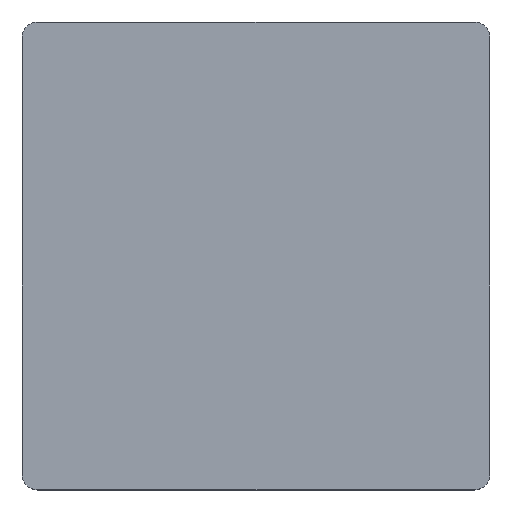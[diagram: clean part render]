
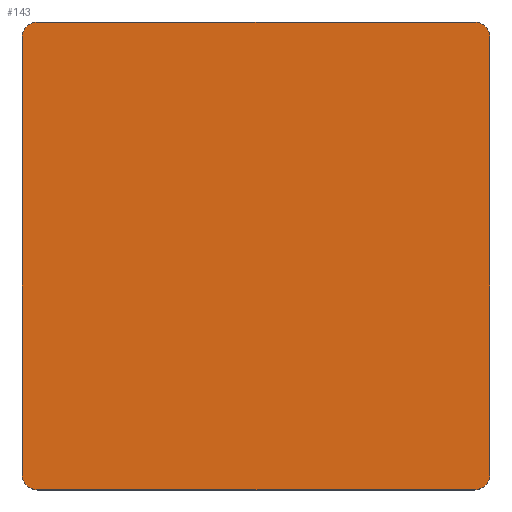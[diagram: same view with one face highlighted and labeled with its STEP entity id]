
A CAD part, top view. The second image highlights one B-rep face of the part: STEP entity #143.
In plain terms, the highlighted planar face has unit normal (0, 0, 1).
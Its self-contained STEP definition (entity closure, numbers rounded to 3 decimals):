
#6 = EDGE_CURVE ( 'NONE', #108, #262, #209, .T. ) ;
#12 = DIRECTION ( 'NONE',  ( 1., 0., 0. ) ) ;
#19 = VERTEX_POINT ( 'NONE', #347 ) ;
#34 = AXIS2_PLACEMENT_3D ( 'NONE', #206, #453, #171 ) ;
#37 = CARTESIAN_POINT ( 'NONE',  ( 30., -28., 7. ) ) ;
#42 = ORIENTED_EDGE ( 'NONE', *, *, #44, .T. ) ;
#44 = EDGE_CURVE ( 'NONE', #125, #19, #420, .T. ) ;
#46 = PLANE ( 'NONE',  #149 ) ;
#88 = CARTESIAN_POINT ( 'NONE',  ( 28., -28., 7. ) ) ;
#90 = EDGE_CURVE ( 'NONE', #262, #421, #406, .T. ) ;
#107 = VERTEX_POINT ( 'NONE', #448 ) ;
#108 = VERTEX_POINT ( 'NONE', #37 ) ;
#117 = DIRECTION ( 'NONE',  ( 1., 0., 0. ) ) ;
#119 = DIRECTION ( 'NONE',  ( 0., 0., 1. ) ) ;
#122 = DIRECTION ( 'NONE',  ( 0., 0., 1. ) ) ;
#125 = VERTEX_POINT ( 'NONE', #247 ) ;
#139 = CARTESIAN_POINT ( 'NONE',  ( 30., 30., 7. ) ) ;
#143 = ADVANCED_FACE ( 'NONE', ( #336 ), #46, .T. ) ;
#144 = CARTESIAN_POINT ( 'NONE',  ( 28., 28., 7. ) ) ;
#148 = ORIENTED_EDGE ( 'NONE', *, *, #286, .T. ) ;
#149 = AXIS2_PLACEMENT_3D ( 'NONE', #324, #285, #186 ) ;
#153 = DIRECTION ( 'NONE',  ( 0., -1., 0. ) ) ;
#155 = AXIS2_PLACEMENT_3D ( 'NONE', #144, #457, #320 ) ;
#159 = ORIENTED_EDGE ( 'NONE', *, *, #398, .T. ) ;
#169 = VERTEX_POINT ( 'NONE', #422 ) ;
#171 = DIRECTION ( 'NONE',  ( 1., 0., 0. ) ) ;
#186 = DIRECTION ( 'NONE',  ( 1., 0., 0. ) ) ;
#192 = CARTESIAN_POINT ( 'NONE',  ( -30., 30., 7. ) ) ;
#206 = CARTESIAN_POINT ( 'NONE',  ( -28., -28., 7. ) ) ;
#209 = LINE ( 'NONE', #139, #282 ) ;
#217 = EDGE_LOOP ( 'NONE', ( #433, #42, #273, #148, #368, #309, #159, #455 ) ) ;
#220 = CARTESIAN_POINT ( 'NONE',  ( -30., -30., 7. ) ) ;
#223 = AXIS2_PLACEMENT_3D ( 'NONE', #331, #119, #12 ) ;
#247 = CARTESIAN_POINT ( 'NONE',  ( -30., -28., 7. ) ) ;
#253 = CARTESIAN_POINT ( 'NONE',  ( 28., -30., 7. ) ) ;
#258 = CARTESIAN_POINT ( 'NONE',  ( 28., 30., 7. ) ) ;
#262 = VERTEX_POINT ( 'NONE', #326 ) ;
#272 = VERTEX_POINT ( 'NONE', #253 ) ;
#273 = ORIENTED_EDGE ( 'NONE', *, *, #382, .T. ) ;
#276 = VECTOR ( 'NONE', #357, 1000. ) ;
#278 = AXIS2_PLACEMENT_3D ( 'NONE', #88, #122, #117 ) ;
#282 = VECTOR ( 'NONE', #411, 1000. ) ;
#285 = DIRECTION ( 'NONE',  ( 0., 0., 1. ) ) ;
#286 = EDGE_CURVE ( 'NONE', #272, #108, #293, .T. ) ;
#292 = EDGE_CURVE ( 'NONE', #107, #169, #367, .T. ) ;
#293 = CIRCLE ( 'NONE', #278, 2. ) ;
#296 = CARTESIAN_POINT ( 'NONE',  ( -30., 30., 7. ) ) ;
#309 = ORIENTED_EDGE ( 'NONE', *, *, #90, .T. ) ;
#320 = DIRECTION ( 'NONE',  ( 1., 0., 0. ) ) ;
#324 = CARTESIAN_POINT ( 'NONE',  ( -30., -30., 7. ) ) ;
#326 = CARTESIAN_POINT ( 'NONE',  ( 30., 28., 7. ) ) ;
#331 = CARTESIAN_POINT ( 'NONE',  ( -28., 28., 7. ) ) ;
#336 = FACE_OUTER_BOUND ( 'NONE', #217, .T. ) ;
#347 = CARTESIAN_POINT ( 'NONE',  ( -28., -30., 7. ) ) ;
#356 = LINE ( 'NONE', #192, #276 ) ;
#357 = DIRECTION ( 'NONE',  ( -1., 0., 0. ) ) ;
#360 = DIRECTION ( 'NONE',  ( 1., 0., 0. ) ) ;
#367 = CIRCLE ( 'NONE', #223, 2. ) ;
#368 = ORIENTED_EDGE ( 'NONE', *, *, #6, .T. ) ;
#371 = VECTOR ( 'NONE', #360, 1000. ) ;
#382 = EDGE_CURVE ( 'NONE', #19, #272, #396, .T. ) ;
#396 = LINE ( 'NONE', #220, #371 ) ;
#398 = EDGE_CURVE ( 'NONE', #421, #107, #356, .T. ) ;
#406 = CIRCLE ( 'NONE', #155, 2. ) ;
#411 = DIRECTION ( 'NONE',  ( 0., 1., 0. ) ) ;
#420 = CIRCLE ( 'NONE', #34, 2. ) ;
#421 = VERTEX_POINT ( 'NONE', #258 ) ;
#422 = CARTESIAN_POINT ( 'NONE',  ( -30., 28., 7. ) ) ;
#426 = VECTOR ( 'NONE', #153, 1000. ) ;
#433 = ORIENTED_EDGE ( 'NONE', *, *, #446, .T. ) ;
#446 = EDGE_CURVE ( 'NONE', #169, #125, #454, .T. ) ;
#448 = CARTESIAN_POINT ( 'NONE',  ( -28., 30., 7. ) ) ;
#453 = DIRECTION ( 'NONE',  ( 0., 0., 1. ) ) ;
#454 = LINE ( 'NONE', #296, #426 ) ;
#455 = ORIENTED_EDGE ( 'NONE', *, *, #292, .T. ) ;
#457 = DIRECTION ( 'NONE',  ( 0., 0., 1. ) ) ;
